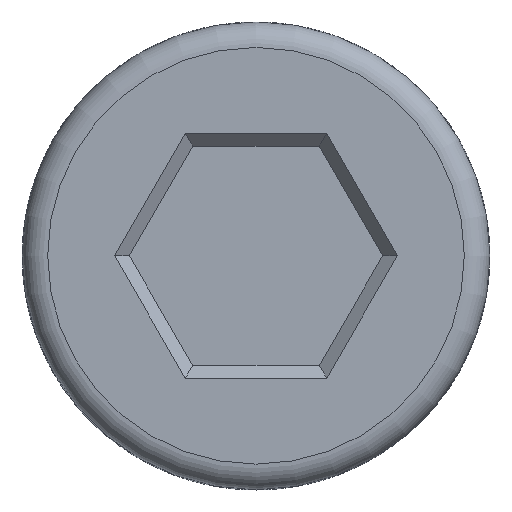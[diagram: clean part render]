
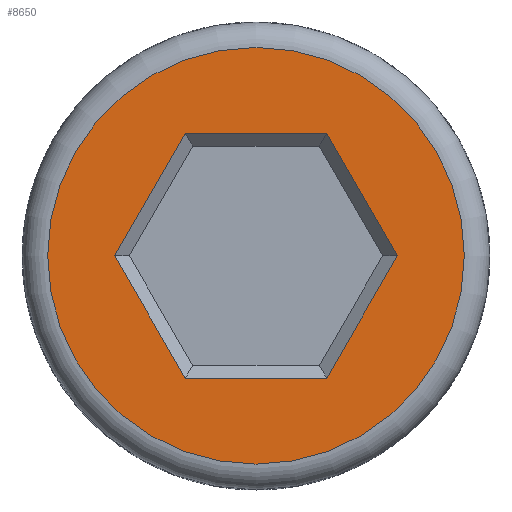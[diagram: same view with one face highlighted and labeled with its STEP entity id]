
A CAD part, top view. The second image highlights one B-rep face of the part: STEP entity #8650.
In plain terms, the highlighted planar face has unit normal (0, 0, 1).
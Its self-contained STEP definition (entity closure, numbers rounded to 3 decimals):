
#115=FACE_BOUND('',#3331,.T.);
#118=PLANE('',#9402);
#835=LINE('',#13270,#1868);
#836=LINE('',#13272,#1869);
#837=LINE('',#13274,#1870);
#838=LINE('',#13276,#1871);
#839=LINE('',#13278,#1872);
#840=LINE('',#13279,#1873);
#1868=VECTOR('',#10571,10.);
#1869=VECTOR('',#10572,10.);
#1870=VECTOR('',#10573,10.);
#1871=VECTOR('',#10574,10.);
#1872=VECTOR('',#10575,10.);
#1873=VECTOR('',#10576,10.);
#2708=FACE_OUTER_BOUND('',#3330,.T.);
#3330=EDGE_LOOP('',(#6575));
#3331=EDGE_LOOP('',(#6576,#6577,#6578,#6579,#6580,#6581));
#4059=CIRCLE('',#9400,2.45);
#4472=VERTEX_POINT('',#13264);
#4473=VERTEX_POINT('',#13268);
#4474=VERTEX_POINT('',#13269);
#4475=VERTEX_POINT('',#13271);
#4476=VERTEX_POINT('',#13273);
#4477=VERTEX_POINT('',#13275);
#4478=VERTEX_POINT('',#13277);
#5308=EDGE_CURVE('',#4472,#4472,#4059,.T.);
#5310=EDGE_CURVE('',#4473,#4474,#835,.T.);
#5311=EDGE_CURVE('',#4475,#4473,#836,.T.);
#5312=EDGE_CURVE('',#4476,#4475,#837,.T.);
#5313=EDGE_CURVE('',#4477,#4476,#838,.T.);
#5314=EDGE_CURVE('',#4478,#4477,#839,.T.);
#5315=EDGE_CURVE('',#4474,#4478,#840,.T.);
#6575=ORIENTED_EDGE('',*,*,#5308,.F.);
#6576=ORIENTED_EDGE('',*,*,#5310,.F.);
#6577=ORIENTED_EDGE('',*,*,#5311,.F.);
#6578=ORIENTED_EDGE('',*,*,#5312,.F.);
#6579=ORIENTED_EDGE('',*,*,#5313,.F.);
#6580=ORIENTED_EDGE('',*,*,#5314,.F.);
#6581=ORIENTED_EDGE('',*,*,#5315,.F.);
#8650=ADVANCED_FACE('',(#2708,#115),#118,.T.);
#9400=AXIS2_PLACEMENT_3D('',#13265,#10565,#10566);
#9402=AXIS2_PLACEMENT_3D('',#13267,#10569,#10570);
#10565=DIRECTION('center_axis',(0.,0.,-1.));
#10566=DIRECTION('ref_axis',(1.,0.,0.));
#10569=DIRECTION('center_axis',(0.,0.,1.));
#10570=DIRECTION('ref_axis',(1.,0.,0.));
#10571=DIRECTION('',(-0.5,0.866,0.));
#10572=DIRECTION('',(0.5,0.866,0.));
#10573=DIRECTION('',(1.,0.,0.));
#10574=DIRECTION('',(0.5,-0.866,0.));
#10575=DIRECTION('',(-0.5,-0.866,0.));
#10576=DIRECTION('',(-1.,0.,0.));
#13264=CARTESIAN_POINT('',(-2.45,0.,2.8));
#13265=CARTESIAN_POINT('Origin',(0.,0.,2.8));
#13267=CARTESIAN_POINT('Origin',(0.,0.,2.8));
#13268=CARTESIAN_POINT('',(1.663,0.,2.8));
#13269=CARTESIAN_POINT('',(0.831,1.44,2.8));
#13270=CARTESIAN_POINT('',(1.061,1.043,2.8));
#13271=CARTESIAN_POINT('',(0.831,-1.44,2.8));
#13272=CARTESIAN_POINT('',(1.433,-0.398,2.8));
#13273=CARTESIAN_POINT('',(-0.831,-1.44,2.8));
#13274=CARTESIAN_POINT('',(0.372,-1.44,2.8));
#13275=CARTESIAN_POINT('',(-1.663,0.,2.8));
#13276=CARTESIAN_POINT('',(-1.061,-1.043,2.8));
#13277=CARTESIAN_POINT('',(-0.831,1.44,2.8));
#13278=CARTESIAN_POINT('',(-1.433,0.398,2.8));
#13279=CARTESIAN_POINT('',(-0.372,1.44,2.8));
